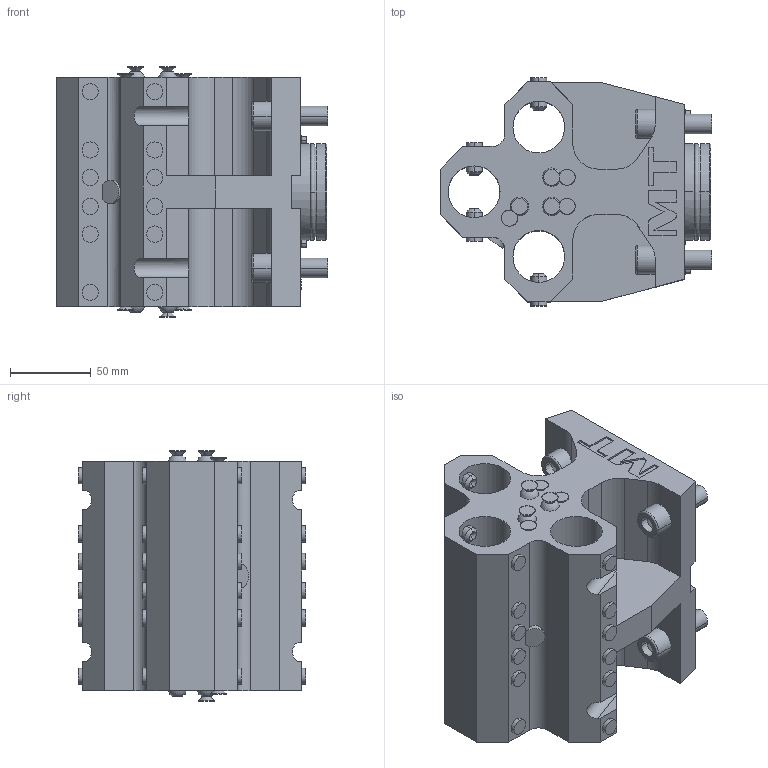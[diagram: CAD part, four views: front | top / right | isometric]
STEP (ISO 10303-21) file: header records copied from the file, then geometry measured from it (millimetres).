
FILE_DESCRIPTION((''),'2;1');
FILE_NAME('MNL0093200_CONF','2023-02-20T14:42:38',('sterribile'),('M.T. srl'),'CREO PARAMETRIC BY PTC INC, 2021072','CREO PARAMETRIC BY PTC INC, 2021072','');
FILE_SCHEMA(('CONFIG_CONTROL_DESIGN'));
Length unit declared in the file: millimetre
Products named in the file (1): MNL0093200_CONF
Bounding box: 168 x 141 x 155.07 mm (x, y, z)
Volume: 1423772.6 mm3; surface area: 179911.7 mm2
Topology: 1 solids, 1 shells, 513 faces, 1254 edges, 770 vertices
Faces by surface type: cylinder 192, plane 169, cone 130, torus 12, sphere 6, extrusion 4
Entity records: 17453 total; most frequent: CARTESIAN_POINT 5417, DIRECTION 2568, ORIENTED_EDGE 2396, EDGE_CURVE 1198, AXIS2_PLACEMENT_3D 966, VERTEX_POINT 770, VECTOR 636, LINE 632
